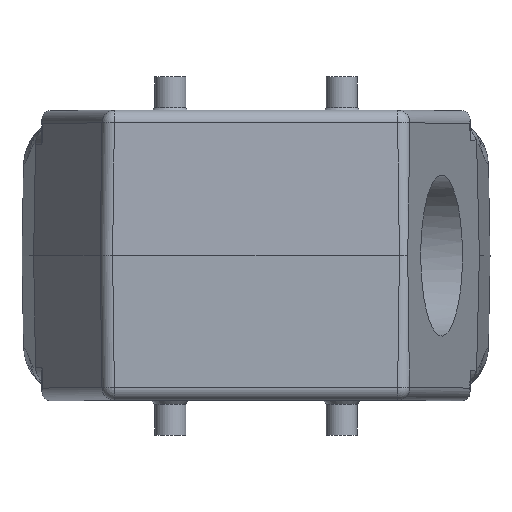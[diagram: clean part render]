
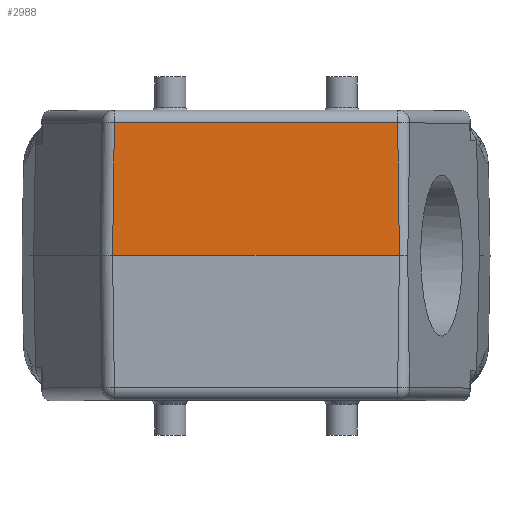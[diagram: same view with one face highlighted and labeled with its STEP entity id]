
A CAD part, top view. The second image highlights one B-rep face of the part: STEP entity #2988.
In plain terms, the highlighted planar face has unit normal (0, 0.018, 1).
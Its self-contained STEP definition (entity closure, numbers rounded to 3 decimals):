
#2023=LINE('',#8879,#2455);
#2156=LINE('',#9776,#2588);
#2157=LINE('',#9778,#2589);
#2158=LINE('',#9780,#2590);
#2455=VECTOR('',#7447,1.);
#2588=VECTOR('',#7730,1.);
#2589=VECTOR('',#7731,1.);
#2590=VECTOR('',#7732,1.);
#2988=ADVANCED_FACE('',(#3426),#3256,.T.);
#3256=PLANE('',#7011);
#3426=FACE_OUTER_BOUND('',#3693,.T.);
#3693=EDGE_LOOP('',(#4333,#4334,#4335,#4336));
#4333=ORIENTED_EDGE('',*,*,#6119,.T.);
#4334=ORIENTED_EDGE('',*,*,#6120,.T.);
#4335=ORIENTED_EDGE('',*,*,#6121,.F.);
#4336=ORIENTED_EDGE('',*,*,#5899,.T.);
#5425=VERTEX_POINT('',#8872);
#5427=VERTEX_POINT('',#8878);
#5614=VERTEX_POINT('',#9777);
#5615=VERTEX_POINT('',#9779);
#5899=EDGE_CURVE('',#5425,#5427,#2023,.T.);
#6119=EDGE_CURVE('',#5427,#5614,#2156,.T.);
#6120=EDGE_CURVE('',#5614,#5615,#2157,.T.);
#6121=EDGE_CURVE('',#5425,#5615,#2158,.T.);
#7011=AXIS2_PLACEMENT_3D('',#9781,#7733,#7734);
#7447=DIRECTION('',(-0.013,1.,-0.017));
#7730=DIRECTION('',(-1.,0.,0.));
#7731=DIRECTION('',(-0.013,-1.,0.017));
#7732=DIRECTION('',(-1.,0.,0.));
#7733=DIRECTION('',(0.,0.017,1.));
#7734=DIRECTION('',(0.,-1.,0.017));
#8872=CARTESIAN_POINT('',(22.248,0.,62.85));
#8878=CARTESIAN_POINT('',(21.973,20.535,62.492));
#8879=CARTESIAN_POINT('',(22.239,0.616,62.839));
#9776=CARTESIAN_POINT('',(-23.481,20.535,62.492));
#9777=CARTESIAN_POINT('',(-21.973,20.535,62.492));
#9778=CARTESIAN_POINT('',(-22.248,-0.021,62.85));
#9779=CARTESIAN_POINT('',(-22.248,0.,62.85));
#9780=CARTESIAN_POINT('',(-23.782,0.,62.85));
#9781=CARTESIAN_POINT('',(-23.782,0.,62.85));
